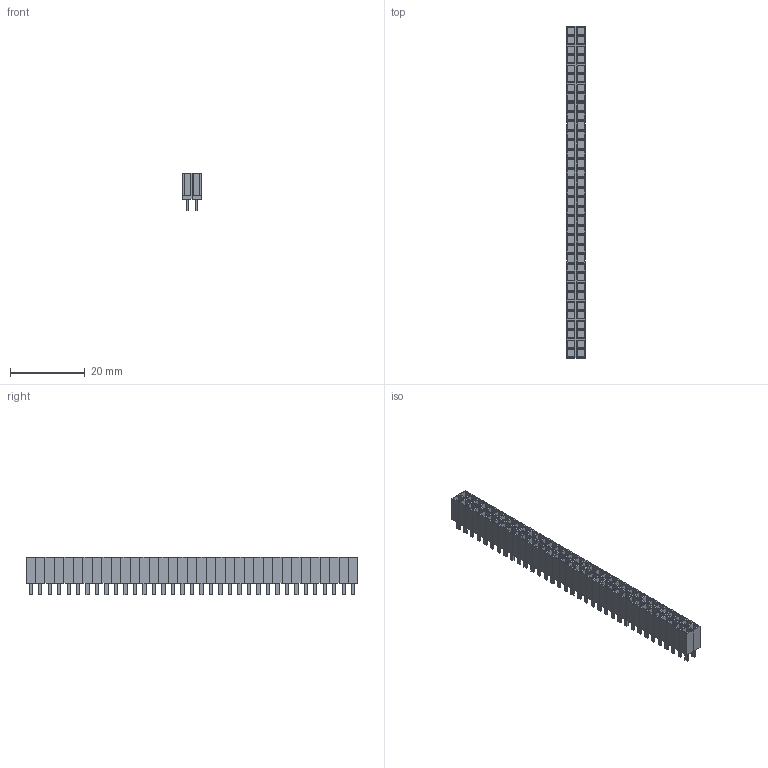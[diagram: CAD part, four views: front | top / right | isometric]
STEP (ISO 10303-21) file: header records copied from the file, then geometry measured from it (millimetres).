
FILE_DESCRIPTION(('Open CASCADE Model'),'2;1');
FILE_NAME('Open CASCADE Shape Model','2023-10-21T12:34:55',('Author'),('Open CASCADE'),'Open CASCADE STEP processor 7.7','Open CASCADE 7.7','Unknown');
FILE_SCHEMA(('AUTOMOTIVE_DESIGN { 1 0 10303 214 1 1 1 1 }'));
Length unit declared in the file: millimetre
Products named in the file (143): Pin Socket 2.54mm 2x35 â1.1mm; insulator-1; insulator-1_part; lead-1; lead-1_part; insulator-2; lead-2; insulator-3; lead-3; insulator-4; lead-4; insulator-5; lead-5; insulator-6; lead-6; insulator-7; lead-7; insulator-8; lead-8; insulator-9; lead-9; insulator-10; lead-10; insulator-11; lead-11; insulator-12; lead-12; insulator-13; lead-13; insulator-14; lead-14; insulator-15; lead-15; insulator-16; lead-16; insulator-17; lead-17; insulator-18; lead-18; insulator-19 ...
Assembly tree (280 placements, depth 3):
  Pin Socket 2.54mm 2x35 â1.1mm
    insulator-1
      insulator-1_part
    lead-1
      lead-1_part
    insulator-2
      insulator-1_part
    lead-2
      lead-1_part
    insulator-3
      insulator-1_part
    lead-3
      lead-1_part
    insulator-4
      insulator-1_part
    lead-4
      lead-1_part
    insulator-5
      insulator-1_part
    lead-5
      lead-1_part
    insulator-6
      insulator-1_part
    lead-6
      lead-1_part
    insulator-7
      insulator-1_part
    lead-7
      lead-1_part
    insulator-8
      insulator-1_part
    lead-8
      lead-1_part
    insulator-9
      insulator-1_part
    lead-9
      lead-1_part
    insulator-10
      insulator-1_part
    lead-10
      lead-1_part
    insulator-11
      insulator-1_part
    lead-11
      lead-1_part
    insulator-12
      insulator-1_part
    lead-12
      lead-1_part
    insulator-13
      insulator-1_part
    lead-13
      lead-1_part
    insulator-14
      insulator-1_part
    lead-14
      lead-1_part
    insulator-15
      insulator-1_part
    lead-15
Bounding box: 5.08 x 88.9 x 10 mm (x, y, z)
Volume: 1651.3 mm3; surface area: 9659.3 mm2
Topology: 140 solids, 140 shells, 1470 faces, 3360 edges, 2240 vertices
Faces by surface type: plane 1190, cylinder 280
Entity records: 2582 total; most frequent: PRODUCT_DEFINITION_SHAPE 423, CONTEXT_DEPENDENT_SHAPE_REPRESENTATION 280, NEXT_ASSEMBLY_USAGE_OCCURRENCE 280, SHAPE_DEFINITION_REPRESENTATION 143, PRODUCT_DEFINITION 143, PRODUCT_DEFINITION_FORMATION 143, PRODUCT 143, PRODUCT_DEFINITION_CONTEXT 143
